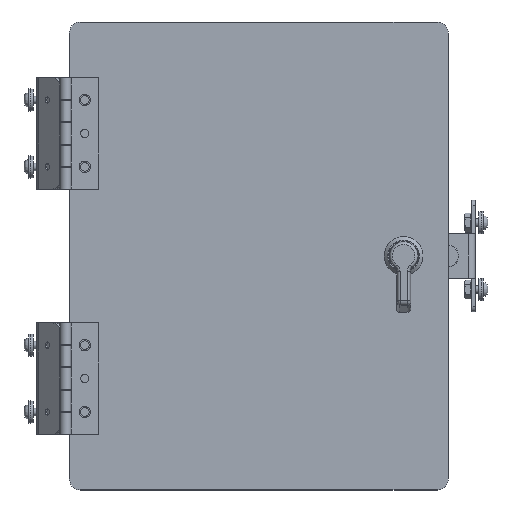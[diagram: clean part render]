
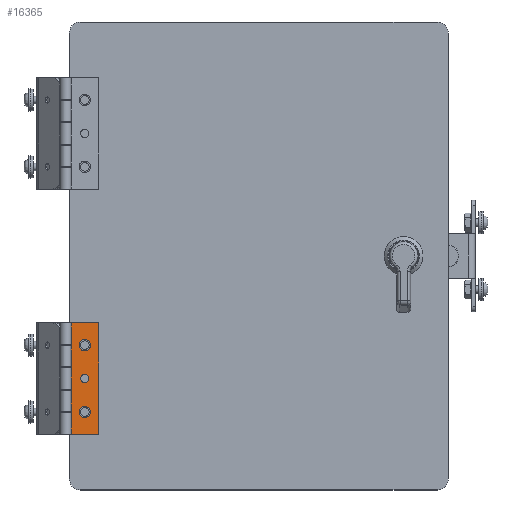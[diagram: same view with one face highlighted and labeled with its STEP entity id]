
A CAD part, top view. The second image highlights one B-rep face of the part: STEP entity #16365.
In plain terms, the highlighted planar face has unit normal (0, 0, 1).
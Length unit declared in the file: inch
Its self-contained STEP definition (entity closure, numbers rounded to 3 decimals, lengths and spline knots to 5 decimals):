
#700 = CARTESIAN_POINT ( 'NONE',  ( -3.90397, -3.5, 0.06 ) ) ;
#817 = CARTESIAN_POINT ( 'NONE',  ( -4.21097, -1.5, 0.06 ) ) ;
#1063 = EDGE_CURVE ( 'NONE', #45412, #32198, #28397, .T. ) ;
#1515 = ORIENTED_EDGE ( 'NONE', *, *, #22863, .F. ) ;
#1572 = ORIENTED_EDGE ( 'NONE', *, *, #15383, .T. ) ;
#1883 = ORIENTED_EDGE ( 'NONE', *, *, #1063, .F. ) ;
#2136 = CIRCLE ( 'NONE', #34640, 0.094 ) ;
#3254 = DIRECTION ( 'NONE',  ( 0., 0., 1. ) ) ;
#3430 = ORIENTED_EDGE ( 'NONE', *, *, #32078, .F. ) ;
#4600 = DIRECTION ( 'NONE',  ( 0., -1., 0. ) ) ;
#4935 = VERTEX_POINT ( 'NONE', #39777 ) ;
#5227 = CARTESIAN_POINT ( 'NONE',  ( -4.20704, -1.5, 0.06 ) ) ;
#6597 = VECTOR ( 'NONE', #19225, 39.37008 ) ;
#6712 = EDGE_CURVE ( 'NONE', #27477, #25240, #7340, .T. ) ;
#7025 = AXIS2_PLACEMENT_3D ( 'NONE', #700, #33374, #42421 ) ;
#7102 = CARTESIAN_POINT ( 'NONE',  ( -4.20704, -2.99667, 0.06 ) ) ;
#7340 = LINE ( 'NONE', #19669, #50514 ) ;
#7862 = CARTESIAN_POINT ( 'NONE',  ( -3.90397, -2.75, 0.06 ) ) ;
#8399 = VERTEX_POINT ( 'NONE', #26837 ) ;
#8440 = ORIENTED_EDGE ( 'NONE', *, *, #28740, .F. ) ;
#9379 = CARTESIAN_POINT ( 'NONE',  ( -4.20597, -1.99333, 0.06 ) ) ;
#9589 = VERTEX_POINT ( 'NONE', #19349 ) ;
#9632 = CARTESIAN_POINT ( 'NONE',  ( -4.20704, -2.50333, 0.06 ) ) ;
#9981 = AXIS2_PLACEMENT_3D ( 'NONE', #19310, #3254, #28901 ) ;
#10482 = CARTESIAN_POINT ( 'NONE',  ( -4.21097, -1.5, 0.06 ) ) ;
#11459 = CARTESIAN_POINT ( 'NONE',  ( -4.20597, -1.5, 0.06 ) ) ;
#11534 = CARTESIAN_POINT ( 'NONE',  ( -4.00047, -2., 0.06 ) ) ;
#11848 = VECTOR ( 'NONE', #46310, 39.37008 ) ;
#11987 = FACE_BOUND ( 'NONE', #34004, .T. ) ;
#12314 = CARTESIAN_POINT ( 'NONE',  ( -4.20704, -1.99333, 0.06 ) ) ;
#13023 = CARTESIAN_POINT ( 'NONE',  ( -4.20651, -2.99667, 0.06 ) ) ;
#14815 = CARTESIAN_POINT ( 'NONE',  ( -4.20597, -3.50667, 0.06 ) ) ;
#15190 = ORIENTED_EDGE ( 'NONE', *, *, #47666, .F. ) ;
#15383 = EDGE_CURVE ( 'NONE', #26764, #32198, #45181, .T. ) ;
#16326 = CARTESIAN_POINT ( 'NONE',  ( -4.20651, -1.99333, 0.06 ) ) ;
#16365 = ADVANCED_FACE ( 'NONE', ( #43107, #39113, #11987, #36088 ), #24056, .F. ) ;
#16674 = CARTESIAN_POINT ( 'NONE',  ( -4.20704, -3.50667, 0.06 ) ) ;
#16818 = VECTOR ( 'NONE', #30907, 39.37008 ) ;
#17257 = DIRECTION ( 'NONE',  ( -1., 0., 0. ) ) ;
#17371 = CARTESIAN_POINT ( 'NONE',  ( -4.20651, -2.50333, 0.06 ) ) ;
#17512 = VECTOR ( 'NONE', #20632, 39.37008 ) ;
#17836 = ORIENTED_EDGE ( 'NONE', *, *, #48893, .F. ) ;
#19225 = DIRECTION ( 'NONE',  ( 0., 1., 0. ) ) ;
#19310 = CARTESIAN_POINT ( 'NONE',  ( -3.90397, -2., 0.06 ) ) ;
#19349 = CARTESIAN_POINT ( 'NONE',  ( -4.20597, -2.50333, 0.06 ) ) ;
#19669 = CARTESIAN_POINT ( 'NONE',  ( -4.20704, -1.5, 0.06 ) ) ;
#20207 = VERTEX_POINT ( 'NONE', #9379 ) ;
#20227 = VERTEX_POINT ( 'NONE', #9632 ) ;
#20447 = CARTESIAN_POINT ( 'NONE',  ( -3.59097, -1.5, 0.06 ) ) ;
#20632 = DIRECTION ( 'NONE',  ( 1., 0., 0. ) ) ;
#21217 = EDGE_CURVE ( 'NONE', #26764, #20227, #33270, .T. ) ;
#22742 = CARTESIAN_POINT ( 'NONE',  ( -4.20704, -1.5, 0.06 ) ) ;
#22863 = EDGE_CURVE ( 'NONE', #40721, #45412, #46056, .T. ) ;
#23025 = LINE ( 'NONE', #22742, #6597 ) ;
#23497 = ORIENTED_EDGE ( 'NONE', *, *, #48054, .F. ) ;
#23662 = CIRCLE ( 'NONE', #9981, 0.0965 ) ;
#23684 = ORIENTED_EDGE ( 'NONE', *, *, #21217, .F. ) ;
#24056 = PLANE ( 'NONE',  #41337 ) ;
#25240 = VERTEX_POINT ( 'NONE', #5227 ) ;
#25329 = EDGE_CURVE ( 'NONE', #43471, #43471, #28416, .T. ) ;
#25454 = DIRECTION ( 'NONE',  ( 1., 0., 0. ) ) ;
#25634 = VECTOR ( 'NONE', #17257, 39.37008 ) ;
#25655 = ORIENTED_EDGE ( 'NONE', *, *, #38574, .F. ) ;
#25680 = EDGE_LOOP ( 'NONE', ( #15190, #8440, #49942, #45839, #3430, #23497, #23684, #1572, #1883, #1515, #38210, #17836 ) ) ;
#25718 = CARTESIAN_POINT ( 'NONE',  ( -3.59097, -1.5, 0.06 ) ) ;
#26413 = EDGE_LOOP ( 'NONE', ( #27717 ) ) ;
#26764 = VERTEX_POINT ( 'NONE', #7102 ) ;
#26837 = CARTESIAN_POINT ( 'NONE',  ( -3.80997, -2.75, 0.06 ) ) ;
#27477 = VERTEX_POINT ( 'NONE', #12314 ) ;
#27717 = ORIENTED_EDGE ( 'NONE', *, *, #25329, .F. ) ;
#27951 = VECTOR ( 'NONE', #25454, 39.37008 ) ;
#28204 = VECTOR ( 'NONE', #40972, 39.37008 ) ;
#28397 = LINE ( 'NONE', #47742, #16818 ) ;
#28416 = CIRCLE ( 'NONE', #7025, 0.0965 ) ;
#28422 = LINE ( 'NONE', #16326, #28204 ) ;
#28590 = DIRECTION ( 'NONE',  ( 1., 0., 0. ) ) ;
#28664 = VECTOR ( 'NONE', #39828, 39.37008 ) ;
#28740 = EDGE_CURVE ( 'NONE', #25240, #52922, #37492, .T. ) ;
#28810 = CARTESIAN_POINT ( 'NONE',  ( -4.21097, -4., 0.06 ) ) ;
#28901 = DIRECTION ( 'NONE',  ( -1., 0., 0. ) ) ;
#30670 = CARTESIAN_POINT ( 'NONE',  ( -4.20704, -4., 0.06 ) ) ;
#30907 = DIRECTION ( 'NONE',  ( 0., 1., 0. ) ) ;
#31039 = LINE ( 'NONE', #11459, #28664 ) ;
#31124 = VECTOR ( 'NONE', #37793, 39.37008 ) ;
#31825 = DIRECTION ( 'NONE',  ( -1., 0., 0. ) ) ;
#32078 = EDGE_CURVE ( 'NONE', #9589, #20207, #31039, .T. ) ;
#32198 = VERTEX_POINT ( 'NONE', #48928 ) ;
#32239 = DIRECTION ( 'NONE',  ( 1., 0., 0. ) ) ;
#32713 = VECTOR ( 'NONE', #28590, 39.37008 ) ;
#32946 = ORIENTED_EDGE ( 'NONE', *, *, #50576, .F. ) ;
#33270 = LINE ( 'NONE', #37260, #31124 ) ;
#33374 = DIRECTION ( 'NONE',  ( 0., 0., 1. ) ) ;
#34004 = EDGE_LOOP ( 'NONE', ( #32946 ) ) ;
#34640 = AXIS2_PLACEMENT_3D ( 'NONE', #7862, #36776, #32239 ) ;
#35717 = CARTESIAN_POINT ( 'NONE',  ( -4.00047, -3.5, 0.06 ) ) ;
#36088 = FACE_BOUND ( 'NONE', #48997, .T. ) ;
#36776 = DIRECTION ( 'NONE',  ( 0., 0., 1. ) ) ;
#37260 = CARTESIAN_POINT ( 'NONE',  ( -4.20704, -1.5, 0.06 ) ) ;
#37492 = LINE ( 'NONE', #817, #27951 ) ;
#37739 = LINE ( 'NONE', #17371, #11848 ) ;
#37793 = DIRECTION ( 'NONE',  ( 0., 1., 0. ) ) ;
#38210 = ORIENTED_EDGE ( 'NONE', *, *, #46197, .F. ) ;
#38574 = EDGE_CURVE ( 'NONE', #8399, #8399, #2136, .T. ) ;
#38864 = LINE ( 'NONE', #28810, #25634 ) ;
#39113 = FACE_BOUND ( 'NONE', #26413, .T. ) ;
#39777 = CARTESIAN_POINT ( 'NONE',  ( -3.59097, -4., 0.06 ) ) ;
#39828 = DIRECTION ( 'NONE',  ( 0., 1., 0. ) ) ;
#40486 = LINE ( 'NONE', #20447, #43444 ) ;
#40721 = VERTEX_POINT ( 'NONE', #16674 ) ;
#40972 = DIRECTION ( 'NONE',  ( 1., 0., 0. ) ) ;
#41337 = AXIS2_PLACEMENT_3D ( 'NONE', #10482, #51417, #31825 ) ;
#42421 = DIRECTION ( 'NONE',  ( -1., 0., 0. ) ) ;
#43107 = FACE_OUTER_BOUND ( 'NONE', #25680, .T. ) ;
#43444 = VECTOR ( 'NONE', #4600, 39.37008 ) ;
#43471 = VERTEX_POINT ( 'NONE', #35717 ) ;
#45181 = LINE ( 'NONE', #13023, #32713 ) ;
#45211 = VERTEX_POINT ( 'NONE', #30670 ) ;
#45268 = CARTESIAN_POINT ( 'NONE',  ( -4.20651, -3.50667, 0.06 ) ) ;
#45412 = VERTEX_POINT ( 'NONE', #14815 ) ;
#45839 = ORIENTED_EDGE ( 'NONE', *, *, #49099, .T. ) ;
#46056 = LINE ( 'NONE', #45268, #17512 ) ;
#46197 = EDGE_CURVE ( 'NONE', #45211, #40721, #23025, .T. ) ;
#46310 = DIRECTION ( 'NONE',  ( 1., 0., 0. ) ) ;
#47666 = EDGE_CURVE ( 'NONE', #52922, #4935, #40486, .T. ) ;
#47742 = CARTESIAN_POINT ( 'NONE',  ( -4.20597, -1.5, 0.06 ) ) ;
#48054 = EDGE_CURVE ( 'NONE', #20227, #9589, #37739, .T. ) ;
#48208 = VERTEX_POINT ( 'NONE', #11534 ) ;
#48893 = EDGE_CURVE ( 'NONE', #4935, #45211, #38864, .T. ) ;
#48928 = CARTESIAN_POINT ( 'NONE',  ( -4.20597, -2.99667, 0.06 ) ) ;
#48997 = EDGE_LOOP ( 'NONE', ( #25655 ) ) ;
#49099 = EDGE_CURVE ( 'NONE', #27477, #20207, #28422, .T. ) ;
#49942 = ORIENTED_EDGE ( 'NONE', *, *, #6712, .F. ) ;
#50514 = VECTOR ( 'NONE', #52310, 39.37008 ) ;
#50576 = EDGE_CURVE ( 'NONE', #48208, #48208, #23662, .T. ) ;
#51417 = DIRECTION ( 'NONE',  ( 0., 0., -1. ) ) ;
#52310 = DIRECTION ( 'NONE',  ( 0., 1., 0. ) ) ;
#52922 = VERTEX_POINT ( 'NONE', #25718 ) ;
